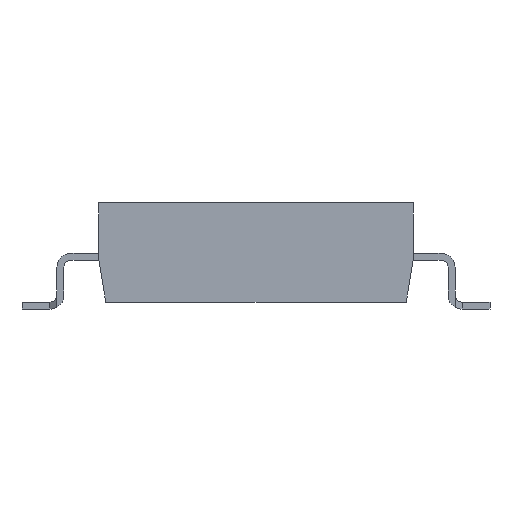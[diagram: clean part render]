
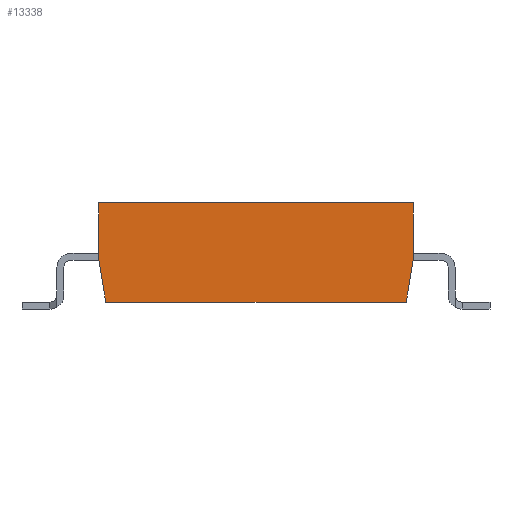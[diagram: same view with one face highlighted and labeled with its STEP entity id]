
A CAD part, left-side view. The second image highlights one B-rep face of the part: STEP entity #13338.
In plain terms, the highlighted planar face has unit normal (-1, 0, 0).
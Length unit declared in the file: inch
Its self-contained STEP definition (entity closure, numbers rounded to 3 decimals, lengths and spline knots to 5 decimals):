
#7081=CARTESIAN_POINT('',(-0.22421,0.08858,0.02362));
#7082=VERTEX_POINT('',#7081);
#7089=CARTESIAN_POINT('',(-0.22421,0.08858,0.05591));
#7090=VERTEX_POINT('',#7089);
#7091=CARTESIAN_POINT('',(-0.22421,0.08858,0.02362));
#7092=DIRECTION('',(0.0,0.0,1.0));
#7093=VECTOR('',#7092,0.03228);
#7094=LINE('',#7091,#7093);
#7095=EDGE_CURVE('',#7082,#7090,#7094,.T.);
#9698=CARTESIAN_POINT('',(-0.22421,-0.08858,0.05591));
#9699=VERTEX_POINT('',#9698);
#9700=CARTESIAN_POINT('',(-0.22421,-0.08858,0.05591));
#9701=DIRECTION('',(0.0,1.0,0.0));
#9702=VECTOR('',#9701,0.17717);
#9703=LINE('',#9700,#9702);
#9704=EDGE_CURVE('',#9699,#7090,#9703,.T.);
#13128=CARTESIAN_POINT('',(-0.22421,-0.08465,0.0));
#13129=VERTEX_POINT('',#13128);
#13130=CARTESIAN_POINT('',(-0.22421,-0.08858,0.02362));
#13131=VERTEX_POINT('',#13130);
#13132=CARTESIAN_POINT('',(-0.22421,-0.08465,0.0));
#13133=DIRECTION('',(0.0,-0.164,0.986));
#13134=VECTOR('',#13133,0.02395);
#13135=LINE('',#13132,#13134);
#13136=EDGE_CURVE('',#13129,#13131,#13135,.T.);
#13224=CARTESIAN_POINT('',(-0.22421,0.08465,0.));
#13225=VERTEX_POINT('',#13224);
#13226=CARTESIAN_POINT('',(-0.22421,0.08858,0.02362));
#13227=DIRECTION('',(0.0,-0.164,-0.986));
#13228=VECTOR('',#13227,0.02395);
#13229=LINE('',#13226,#13228);
#13230=EDGE_CURVE('',#7082,#13225,#13229,.T.);
#13280=CARTESIAN_POINT('',(-0.22421,-0.08858,0.02362));
#13281=DIRECTION('',(0.0,0.0,1.0));
#13282=VECTOR('',#13281,0.03228);
#13283=LINE('',#13280,#13282);
#13284=EDGE_CURVE('',#13131,#9699,#13283,.T.);
#13320=CARTESIAN_POINT('',(-0.22421,-0.09744,-0.0028));
#13321=DIRECTION('',(-1.0,0.0,0.0));
#13322=DIRECTION('',(0.0,0.0,1.0));
#13323=AXIS2_PLACEMENT_3D('',#13320,#13321,#13322);
#13324=PLANE('',#13323);
#13325=ORIENTED_EDGE('',*,*,#13136,.T.);
#13326=ORIENTED_EDGE('',*,*,#13284,.T.);
#13327=ORIENTED_EDGE('',*,*,#9704,.T.);
#13328=ORIENTED_EDGE('',*,*,#7095,.F.);
#13329=ORIENTED_EDGE('',*,*,#13230,.T.);
#13330=CARTESIAN_POINT('',(-0.22421,-0.08465,0.0));
#13331=DIRECTION('',(0.0,1.0,0.0));
#13332=VECTOR('',#13331,0.16929);
#13333=LINE('',#13330,#13332);
#13334=EDGE_CURVE('',#13129,#13225,#13333,.T.);
#13335=ORIENTED_EDGE('',*,*,#13334,.F.);
#13336=EDGE_LOOP('',(#13325,#13326,#13327,#13328,#13329,#13335));
#13337=FACE_OUTER_BOUND('',#13336,.T.);
#13338=ADVANCED_FACE('',(#13337),#13324,.T.);
